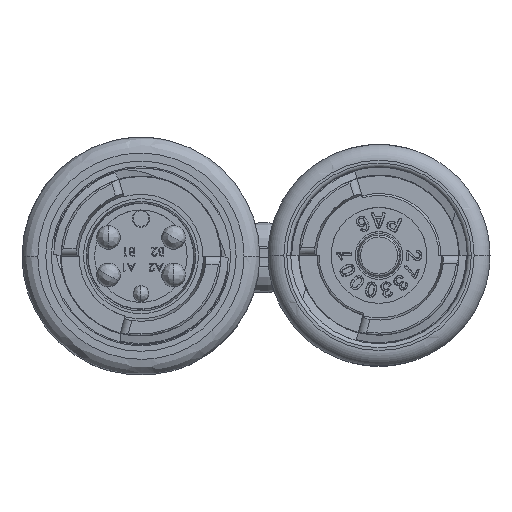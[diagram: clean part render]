
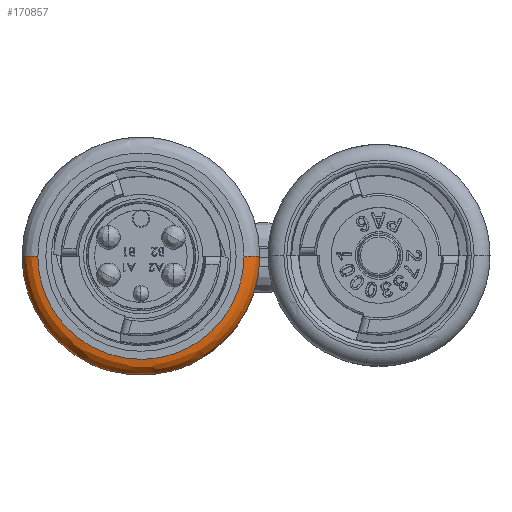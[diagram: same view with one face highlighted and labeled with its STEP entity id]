
A CAD part, top view. The second image highlights one B-rep face of the part: STEP entity #170857.
In plain terms, the highlighted free-form (B-spline) face has degree [3, 3] with [4, 4] control points.
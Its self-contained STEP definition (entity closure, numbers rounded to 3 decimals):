
#479 = DIRECTION ( 'NONE',  ( 0., 1., 0. ) ) ;
#2158 = CARTESIAN_POINT ( 'NONE',  ( 15.152, -27.651, 41.062 ) ) ;
#3060 = CARTESIAN_POINT ( 'NONE',  ( 15.981, -29.308, 40.234 ) ) ;
#3693 = CIRCLE ( 'NONE', #89958, 15. ) ;
#7506 = ORIENTED_EDGE ( 'NONE', *, *, #172843, .T. ) ;
#9995 = CARTESIAN_POINT ( 'NONE',  ( 13.981, 0.692, 41.062 ) ) ;
#12988 = CARTESIAN_POINT ( 'NONE',  ( 13.981, -25.308, 41.062 ) ) ;
#19406 = CARTESIAN_POINT ( 'NONE',  ( 0.981, -12.308, 41.062 ) ) ;
#19506 = AXIS2_PLACEMENT_3D ( 'NONE', #25756, #123899, #479 ) ;
#20381 = DIRECTION ( 'NONE',  ( 1., 0., 0. ) ) ;
#22005 = ORIENTED_EDGE ( 'NONE', *, *, #117063, .F. ) ;
#25756 = CARTESIAN_POINT ( 'NONE',  ( 0.981, 0.692, 39.062 ) ) ;
#25949 = ORIENTED_EDGE ( 'NONE', *, *, #59940, .T. ) ;
#30068 = CARTESIAN_POINT ( 'NONE',  ( -12.019, 0.692, 41.062 ) ) ;
#31116 = ORIENTED_EDGE ( 'NONE', *, *, #46538, .F. ) ;
#36349 = CARTESIAN_POINT ( 'NONE',  ( -2.902, -13.797, 39.062 ) ) ;
#38774 = DIRECTION ( 'NONE',  ( 0., 1., 0. ) ) ;
#39607 = VERTEX_POINT ( 'NONE', #53443 ) ;
#39719 = DIRECTION ( 'NONE',  ( 1., 0., 0. ) ) ;
#40387 = AXIS2_PLACEMENT_3D ( 'NONE', #81138, #38774, #95575 ) ;
#46538 = EDGE_CURVE ( 'NONE', #95977, #155458, #59826, .T. ) ;
#47633 = CARTESIAN_POINT ( 'NONE',  ( 4.863, -13.797, 39.062 ) ) ;
#48809 = CARTESIAN_POINT ( 'NONE',  ( 0.981, -12.308, 41.062 ) ) ;
#49188 = DIRECTION ( 'NONE',  ( 0., 0., 1. ) ) ;
#53443 = CARTESIAN_POINT ( 'NONE',  ( 13.981, 0.692, 41.062 ) ) ;
#57110 = CARTESIAN_POINT ( 'NONE',  ( -12.019, -25.308, 41.062 ) ) ;
#59826 = CIRCLE ( 'NONE', #19506, 15. ) ;
#59940 = EDGE_CURVE ( 'NONE', #120806, #155458, #128690, .T. ) ;
#62562 = AXIS2_PLACEMENT_3D ( 'NONE', #133503, #173213, #39719 ) ;
#64222 = ORIENTED_EDGE ( 'NONE', *, *, #132721, .T. ) ;
#66286 = ORIENTED_EDGE ( 'NONE', *, *, #121096, .F. ) ;
#67410 = CARTESIAN_POINT ( 'NONE',  ( 15.981, 0.692, 39.062 ) ) ;
#67974 = CARTESIAN_POINT ( 'NONE',  ( -14.019, -29.308, 39.062 ) ) ;
#69545 = VERTEX_POINT ( 'NONE', #67410 ) ;
#69978 = DIRECTION ( 'NONE',  ( 0., 1., 0. ) ) ;
#71380 = DIRECTION ( 'NONE',  ( 1., 0., 0. ) ) ;
#71520 = CARTESIAN_POINT ( 'NONE',  ( -13.191, 0.692, 41.062 ) ) ;
#75074 = EDGE_CURVE ( 'NONE', #160295, #160047, #140662, .T. ) ;
#79267 = DIRECTION ( 'NONE',  ( -1., 0., 0. ) ) ;
#81138 = CARTESIAN_POINT ( 'NONE',  ( 13.981, 0.692, 39.062 ) ) ;
#81457 = CARTESIAN_POINT ( 'NONE',  ( -13.191, -27.651, 41.062 ) ) ;
#82750 = ORIENTED_EDGE ( 'NONE', *, *, #75074, .T. ) ;
#83693 = CIRCLE ( 'NONE', #40387, 2. ) ;
#84926 = DIRECTION ( 'NONE',  ( 0., 0., 1. ) ) ;
#86467 = CARTESIAN_POINT ( 'NONE',  ( 0.981, -12.308, 41.062 ) ) ;
#89012 = CARTESIAN_POINT ( 'NONE',  ( -12.019, 0.692, 41.062 ) ) ;
#89958 = AXIS2_PLACEMENT_3D ( 'NONE', #107801, #108689, #69978 ) ;
#95575 = DIRECTION ( 'NONE',  ( 1., 0., 0. ) ) ;
#95977 = VERTEX_POINT ( 'NONE', #36349 ) ;
#100310 = ORIENTED_EDGE ( 'NONE', *, *, #147078, .T. ) ;
#101765 = CIRCLE ( 'NONE', #133387, 15. ) ;
#106336 =( BOUNDED_SURFACE ( )  B_SPLINE_SURFACE ( 3, 3, ( 
 ( #30068, #57110, #12988, #125545 ),
 ( #71520, #81457, #2158, #112054 ),
 ( #140024, #126462, #3060, #136454 ),
 ( #167944, #67974, #177900, #109345 ) ),
 .UNSPECIFIED., .F., .F., .F. ) 
 B_SPLINE_SURFACE_WITH_KNOTS ( ( 4, 4 ),
 ( 4, 4 ),
 ( 0., 1. ),
 ( 0., 1. ),
 .UNSPECIFIED. ) 
 GEOMETRIC_REPRESENTATION_ITEM ( )  RATIONAL_B_SPLINE_SURFACE ( (
 ( 1., 0.333, 0.333, 1.),
 ( 0.805, 0.268, 0.268, 0.805),
 ( 0.805, 0.268, 0.268, 0.805),
 ( 1., 0.333, 0.333, 1.) ) ) 
 REPRESENTATION_ITEM ( '' )  SURFACE ( )  );
#107747 = EDGE_LOOP ( 'NONE', ( #82750, #7506, #25949, #31116, #64222, #66286, #133185, #22005, #100310 ) ) ;
#107801 = CARTESIAN_POINT ( 'NONE',  ( 0.981, 0.692, 39.062 ) ) ;
#108689 = DIRECTION ( 'NONE',  ( 0., 0., -1. ) ) ;
#108906 = CARTESIAN_POINT ( 'NONE',  ( -14.019, 0.692, 39.062 ) ) ;
#109345 = CARTESIAN_POINT ( 'NONE',  ( 15.981, 0.692, 39.062 ) ) ;
#112054 = CARTESIAN_POINT ( 'NONE',  ( 15.152, 0.692, 41.062 ) ) ;
#113426 = CARTESIAN_POINT ( 'NONE',  ( -12.019, 0.692, 41.062 ) ) ;
#114004 = CARTESIAN_POINT ( 'NONE',  ( 7.32, -12.903, 39.062 ) ) ;
#117063 = EDGE_CURVE ( 'NONE', #39607, #69545, #83693, .T. ) ;
#118017 = DIRECTION ( 'NONE',  ( 0., -1., 0. ) ) ;
#120806 = VERTEX_POINT ( 'NONE', #108906 ) ;
#121096 = EDGE_CURVE ( 'NONE', #131093, #158915, #3693, .T. ) ;
#121803 = CARTESIAN_POINT ( 'NONE',  ( -5.359, -12.903, 39.062 ) ) ;
#123899 = DIRECTION ( 'NONE',  ( 0., 0., -1. ) ) ;
#125545 = CARTESIAN_POINT ( 'NONE',  ( 13.981, 0.692, 41.062 ) ) ;
#126462 = CARTESIAN_POINT ( 'NONE',  ( -14.019, -29.308, 40.234 ) ) ;
#127079 = EDGE_CURVE ( 'NONE', #131093, #69545, #165535, .T. ) ;
#128162 = AXIS2_PLACEMENT_3D ( 'NONE', #140788, #84926, #71380 ) ;
#128690 = CIRCLE ( 'NONE', #62562, 15. ) ;
#128756 = CARTESIAN_POINT ( 'NONE',  ( -6.635, -12.308, 41.062 ) ) ;
#130815 = CARTESIAN_POINT ( 'NONE',  ( 13.981, -6.923, 41.062 ) ) ;
#131093 = VERTEX_POINT ( 'NONE', #114004 ) ;
#131653 = CARTESIAN_POINT ( 'NONE',  ( 8.596, -12.308, 41.062 ) ) ;
#132721 = EDGE_CURVE ( 'NONE', #95977, #158915, #101765, .T. ) ;
#133185 = ORIENTED_EDGE ( 'NONE', *, *, #127079, .T. ) ;
#133387 = AXIS2_PLACEMENT_3D ( 'NONE', #158283, #49188, #20381 ) ;
#133503 = CARTESIAN_POINT ( 'NONE',  ( 0.981, 0.692, 39.062 ) ) ;
#136454 = CARTESIAN_POINT ( 'NONE',  ( 15.981, 0.692, 40.234 ) ) ;
#137346 = FACE_OUTER_BOUND ( 'NONE', #107747, .T. ) ;
#140024 = CARTESIAN_POINT ( 'NONE',  ( -14.019, 0.692, 40.234 ) ) ;
#140662 =( BOUNDED_CURVE ( )  B_SPLINE_CURVE ( 3, ( #86467, #128756, #141443, #113426 ),
 .UNSPECIFIED., .F., .T. ) 
 B_SPLINE_CURVE_WITH_KNOTS ( ( 4, 4 ),
 ( 0., 0.5 ),
 .UNSPECIFIED. ) 
 CURVE ( )  GEOMETRIC_REPRESENTATION_ITEM ( )  RATIONAL_B_SPLINE_CURVE ( ( 1., 0.805, 0.805, 1. ) ) 
 REPRESENTATION_ITEM ( '' )  );
#140788 = CARTESIAN_POINT ( 'NONE',  ( 0.981, 0.692, 39.062 ) ) ;
#141443 = CARTESIAN_POINT ( 'NONE',  ( -12.019, -6.923, 41.062 ) ) ;
#146452 =( BOUNDED_CURVE ( )  B_SPLINE_CURVE ( 3, ( #9995, #130815, #131653, #48809 ),
 .UNSPECIFIED., .F., .F. ) 
 B_SPLINE_CURVE_WITH_KNOTS ( ( 4, 4 ),
 ( 0.5, 1. ),
 .UNSPECIFIED. ) 
 CURVE ( )  GEOMETRIC_REPRESENTATION_ITEM ( )  RATIONAL_B_SPLINE_CURVE ( ( 1., 0.805, 0.805, 1. ) ) 
 REPRESENTATION_ITEM ( '' )  );
#147078 = EDGE_CURVE ( 'NONE', #39607, #160295, #146452, .T. ) ;
#154456 = AXIS2_PLACEMENT_3D ( 'NONE', #173943, #118017, #79267 ) ;
#155458 = VERTEX_POINT ( 'NONE', #121803 ) ;
#158283 = CARTESIAN_POINT ( 'NONE',  ( 0.981, 0.692, 39.062 ) ) ;
#158915 = VERTEX_POINT ( 'NONE', #47633 ) ;
#160047 = VERTEX_POINT ( 'NONE', #89012 ) ;
#160170 = CIRCLE ( 'NONE', #154456, 2. ) ;
#160295 = VERTEX_POINT ( 'NONE', #19406 ) ;
#165535 = CIRCLE ( 'NONE', #128162, 15. ) ;
#167944 = CARTESIAN_POINT ( 'NONE',  ( -14.019, 0.692, 39.062 ) ) ;
#170857 = ADVANCED_FACE ( 'NONE', ( #137346 ), #106336, .T. ) ;
#172843 = EDGE_CURVE ( 'NONE', #160047, #120806, #160170, .T. ) ;
#173213 = DIRECTION ( 'NONE',  ( 0., 0., 1. ) ) ;
#173943 = CARTESIAN_POINT ( 'NONE',  ( -12.019, 0.692, 39.062 ) ) ;
#177900 = CARTESIAN_POINT ( 'NONE',  ( 15.981, -29.308, 39.062 ) ) ;
